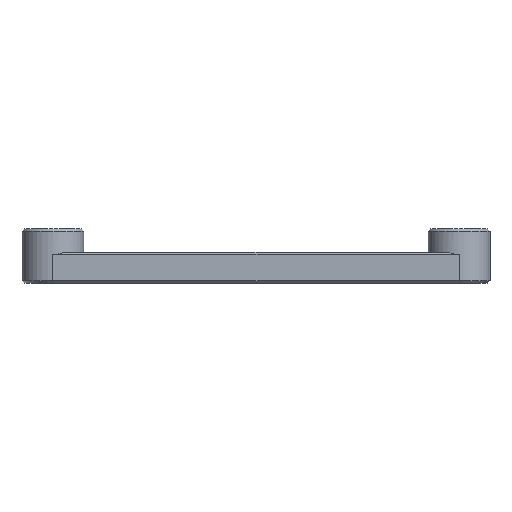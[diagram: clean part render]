
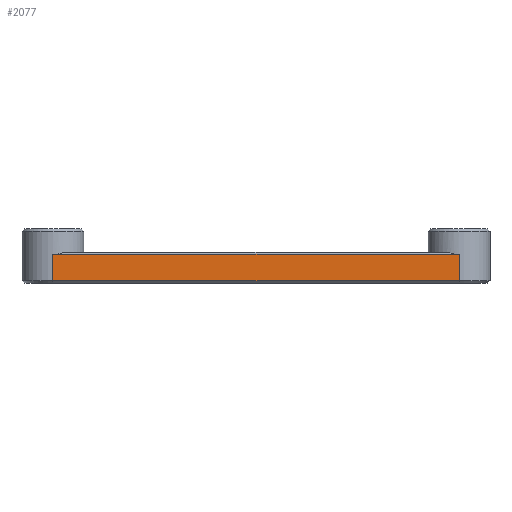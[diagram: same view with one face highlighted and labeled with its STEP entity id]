
A CAD part, left-side view. The second image highlights one B-rep face of the part: STEP entity #2077.
In plain terms, the highlighted planar face has unit normal (-1, 0, 0).
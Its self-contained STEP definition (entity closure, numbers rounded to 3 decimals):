
#1433=CARTESIAN_POINT('',(577.755,119.445,-7.7));
#1434=VERTEX_POINT('',#1433);
#1442=CARTESIAN_POINT('',(577.755,119.445,-4.3));
#1443=VERTEX_POINT('',#1442);
#1444=CARTESIAN_POINT('',(577.755,119.445,-7.7));
#1445=DIRECTION('',(0.,0.,1.));
#1446=VECTOR('',#1445,3.4);
#1447=LINE('',#1444,#1446);
#1448=EDGE_CURVE('',#1434,#1443,#1447,.T.);
#1909=CARTESIAN_POINT('',(577.755,66.945,-4.3));
#1910=VERTEX_POINT('',#1909);
#1918=CARTESIAN_POINT('',(577.755,66.945,-7.7));
#1919=VERTEX_POINT('',#1918);
#1920=CARTESIAN_POINT('',(577.755,66.945,-7.7));
#1921=DIRECTION('',(0.,0.,1.));
#1922=VECTOR('',#1921,3.4);
#1923=LINE('',#1920,#1922);
#1924=EDGE_CURVE('',#1919,#1910,#1923,.T.);
#2056=CARTESIAN_POINT('',(577.755,76.32,-8.));
#2057=DIRECTION('',(-1.,0.,0.));
#2058=DIRECTION('',(0.,0.,1.));
#2059=AXIS2_PLACEMENT_3D('',#2056,#2057,#2058);
#2060=PLANE('',#2059);
#2061=ORIENTED_EDGE('',*,*,#1448,.F.);
#2062=CARTESIAN_POINT('',(577.755,119.445,-7.7));
#2063=DIRECTION('',(0.,-1.,0.));
#2064=VECTOR('',#2063,52.5);
#2065=LINE('',#2062,#2064);
#2066=EDGE_CURVE('',#1434,#1919,#2065,.T.);
#2067=ORIENTED_EDGE('',*,*,#2066,.T.);
#2068=ORIENTED_EDGE('',*,*,#1924,.T.);
#2069=CARTESIAN_POINT('',(577.755,66.945,-4.3));
#2070=DIRECTION('',(0.,1.,0.));
#2071=VECTOR('',#2070,52.5);
#2072=LINE('',#2069,#2071);
#2073=EDGE_CURVE('',#1910,#1443,#2072,.T.);
#2074=ORIENTED_EDGE('',*,*,#2073,.T.);
#2075=EDGE_LOOP('',(#2061,#2067,#2068,#2074));
#2076=FACE_BOUND('',#2075,.T.);
#2077=ADVANCED_FACE('',(#2076),#2060,.T.);
